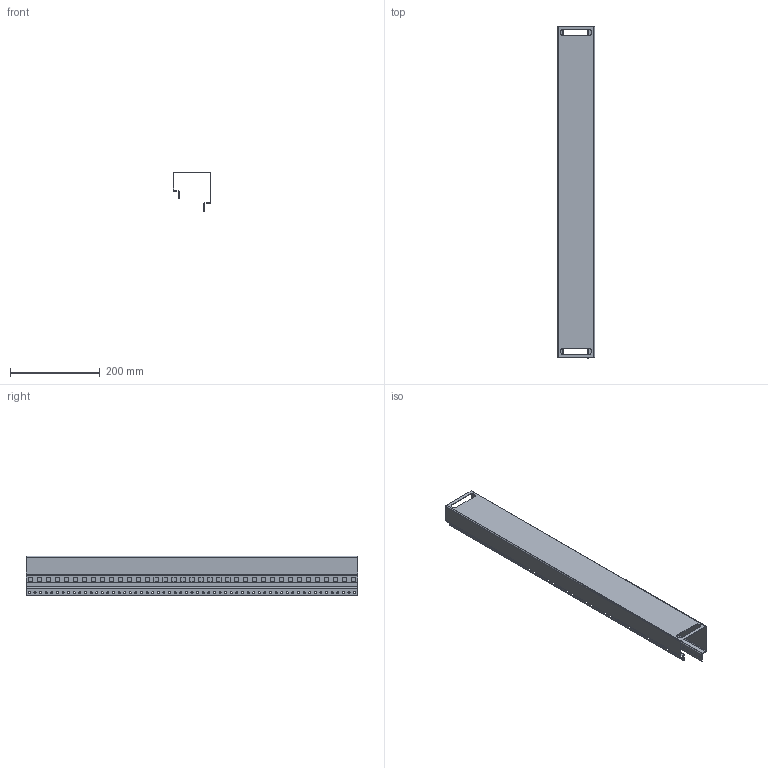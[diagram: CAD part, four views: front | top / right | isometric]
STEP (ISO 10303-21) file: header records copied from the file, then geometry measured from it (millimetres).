
FILE_DESCRIPTION (( 'STEP AP214' ), '1' );
FILE_NAME ('400.080.STEP', '2024-04-27T03:41:41', ( '' ), ( '' ), 'SwSTEP 2.0', 'SolidWorks 2021', '' );
FILE_SCHEMA (( 'AUTOMOTIVE_DESIGN' ));
Length unit declared in the file: millimetre
Products named in the file (1): 400.080
Bounding box: 83 x 740 x 88.8 mm (x, y, z)
Volume: 214318 mm3; surface area: 362634.3 mm2
Topology: 1 solids, 1 shells, 330 faces, 936 edges, 608 vertices
Faces by surface type: plane 194, cylinder 136
Entity records: 11114 total; most frequent: CARTESIAN_POINT 1875, ORIENTED_EDGE 1872, DIRECTION 1870, EDGE_CURVE 936, LINE 664, VECTOR 664, VERTEX_POINT 608, AXIS2_PLACEMENT_3D 603
